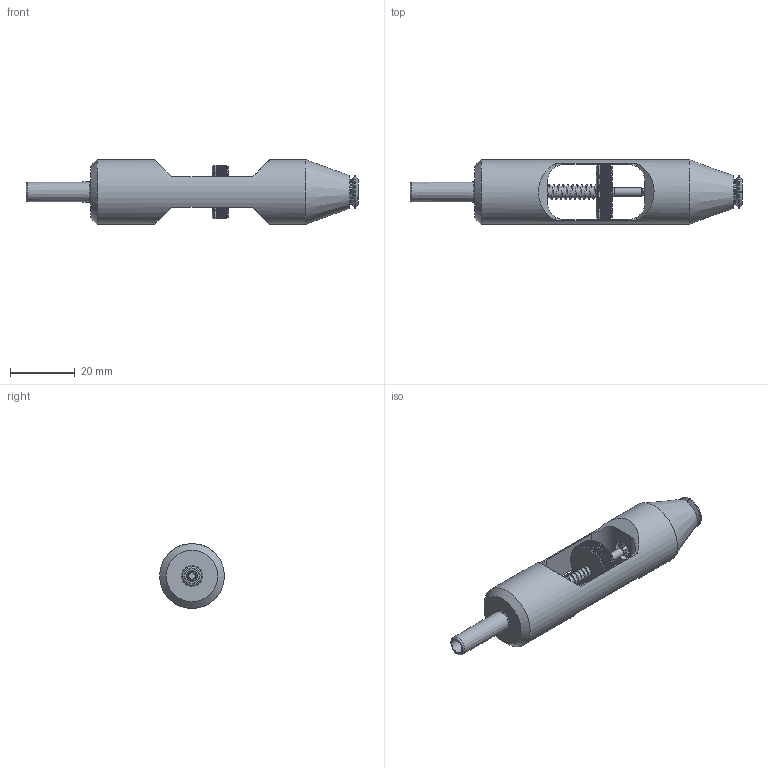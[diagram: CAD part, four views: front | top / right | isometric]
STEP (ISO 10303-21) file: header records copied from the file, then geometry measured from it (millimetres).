
FILE_DESCRIPTION( ( 'Unknown' ), '1' );
FILE_NAME( '761906000-E.stp', 'Unknown', ( 'Unknown' ), ( 'Unknown' ), 'PSStep 15.0.49', 'Unknown', ' ' );
FILE_SCHEMA( ( 'AUTOMOTIVE_DESIGN { 1 0 10303 214 1 1 1 1 }' ) );
Length unit declared in the file: millimetre
Products named in the file (10): 0003544; 0002662; 0003533; 0003546; Assem1; VEW_Welle PG6-K(TcX); VEW_Rändelmutter PG6-K(TcX); 0003769-oa0; 0003776; 0003911
Assembly tree (9 placements, depth 3):
  Assem1
    VEW_Welle PG6-K(TcX)
    VEW_Rändelmutter PG6-K(TcX)
    0003769-oa0
    0003776
    0003911
    0003544
      0002662
      0003533
      0003546
Bounding box: 102.5 x 20 x 20 mm (x, y, z)
Volume: 15913.7 mm3; surface area: 9191.8 mm2
Topology: 8 solids, 8 shells, 642 faces, 1857 edges, 1225 vertices
Faces by surface type: plane 380, cylinder 202, torus 30, cone 29, bspline 1
Full cylindrical faces by diameter (mm): 1.5 x1, 2.05 x1, 2.351 x1, 2.5 x1, 2.7 x1, 2.85 x1, 3.175 x1, 3.459 x2, 3.5 x3, 4 x2, 4.4 x1, 5.8 x1, 6.1 x1, 6.35 x1, 20 x1
Entity records: 28316 total; most frequent: CARTESIAN_POINT 7614, ORIENTED_EDGE 3568, DIRECTION 2859, EDGE_CURVE 1784, VERTEX_POINT 1204, AXIS2_PLACEMENT_3D 1135, B_SPLINE_CURVE_WITH_KNOTS 711, EDGE_LOOP 704
